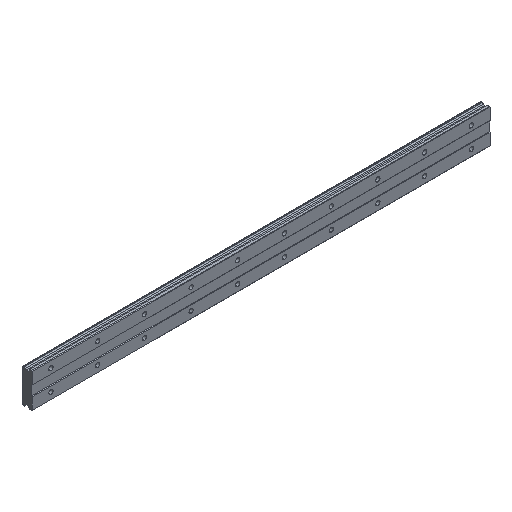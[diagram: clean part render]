
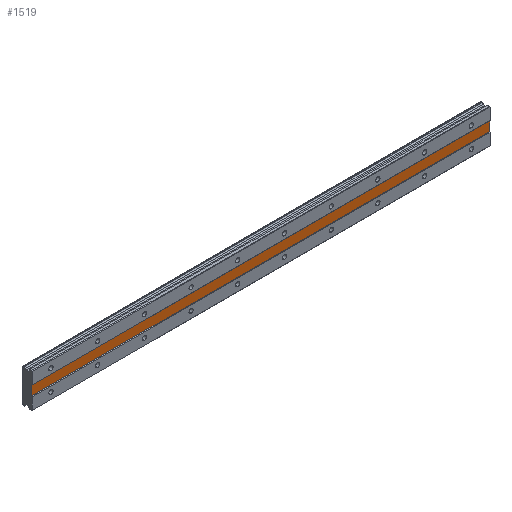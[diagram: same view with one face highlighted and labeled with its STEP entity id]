
A CAD part, isometric view. The second image highlights one B-rep face of the part: STEP entity #1519.
In plain terms, the highlighted planar face has unit normal (0, -1, 0).
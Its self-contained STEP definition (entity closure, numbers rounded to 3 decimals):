
#146 = CARTESIAN_POINT ( 'NONE',  ( 470., 0.5, 5. ) ) ;
#188 = CARTESIAN_POINT ( 'NONE',  ( 470., 0.5, 5. ) ) ;
#198 = ORIENTED_EDGE ( 'NONE', *, *, #3574, .F. ) ;
#227 = EDGE_CURVE ( 'NONE', #1461, #2351, #332, .T. ) ;
#332 = LINE ( 'NONE', #3615, #3453 ) ;
#344 = DIRECTION ( 'NONE',  ( 0., 0., -1. ) ) ;
#517 = CARTESIAN_POINT ( 'NONE',  ( -20., 0.5, -5. ) ) ;
#695 = AXIS2_PLACEMENT_3D ( 'NONE', #146, #2479, #3702 ) ;
#775 = LINE ( 'NONE', #1726, #4170 ) ;
#1150 = FACE_OUTER_BOUND ( 'NONE', #2160, .T. ) ;
#1237 = ORIENTED_EDGE ( 'NONE', *, *, #227, .T. ) ;
#1299 = VECTOR ( 'NONE', #344, 1000. ) ;
#1449 = DIRECTION ( 'NONE',  ( -1., 0., 0. ) ) ;
#1461 = VERTEX_POINT ( 'NONE', #188 ) ;
#1519 = ADVANCED_FACE ( 'NONE', ( #1150 ), #1799, .F. ) ;
#1646 = DIRECTION ( 'NONE',  ( -1., 0., 0. ) ) ;
#1726 = CARTESIAN_POINT ( 'NONE',  ( 470., 0.5, -5. ) ) ;
#1795 = DIRECTION ( 'NONE',  ( 0., 0., -1. ) ) ;
#1799 = PLANE ( 'NONE',  #695 ) ;
#1980 = EDGE_CURVE ( 'NONE', #1461, #2300, #2116, .T. ) ;
#2116 = LINE ( 'NONE', #3426, #3920 ) ;
#2130 = ORIENTED_EDGE ( 'NONE', *, *, #2167, .T. ) ;
#2160 = EDGE_LOOP ( 'NONE', ( #198, #2899, #1237, #2130 ) ) ;
#2167 = EDGE_CURVE ( 'NONE', #2351, #2445, #3650, .T. ) ;
#2300 = VERTEX_POINT ( 'NONE', #3062 ) ;
#2351 = VERTEX_POINT ( 'NONE', #2550 ) ;
#2445 = VERTEX_POINT ( 'NONE', #517 ) ;
#2479 = DIRECTION ( 'NONE',  ( 0., 1., 0. ) ) ;
#2550 = CARTESIAN_POINT ( 'NONE',  ( -20., 0.5, 5. ) ) ;
#2899 = ORIENTED_EDGE ( 'NONE', *, *, #1980, .F. ) ;
#2944 = CARTESIAN_POINT ( 'NONE',  ( -20., 0.5, 18.34 ) ) ;
#3062 = CARTESIAN_POINT ( 'NONE',  ( 470., 0.5, -5. ) ) ;
#3426 = CARTESIAN_POINT ( 'NONE',  ( 470., 0.5, 18.34 ) ) ;
#3453 = VECTOR ( 'NONE', #1646, 1000. ) ;
#3574 = EDGE_CURVE ( 'NONE', #2300, #2445, #775, .T. ) ;
#3615 = CARTESIAN_POINT ( 'NONE',  ( 470., 0.5, 5. ) ) ;
#3650 = LINE ( 'NONE', #2944, #1299 ) ;
#3702 = DIRECTION ( 'NONE',  ( 0., 0., 1. ) ) ;
#3920 = VECTOR ( 'NONE', #1795, 1000. ) ;
#4170 = VECTOR ( 'NONE', #1449, 1000. ) ;
